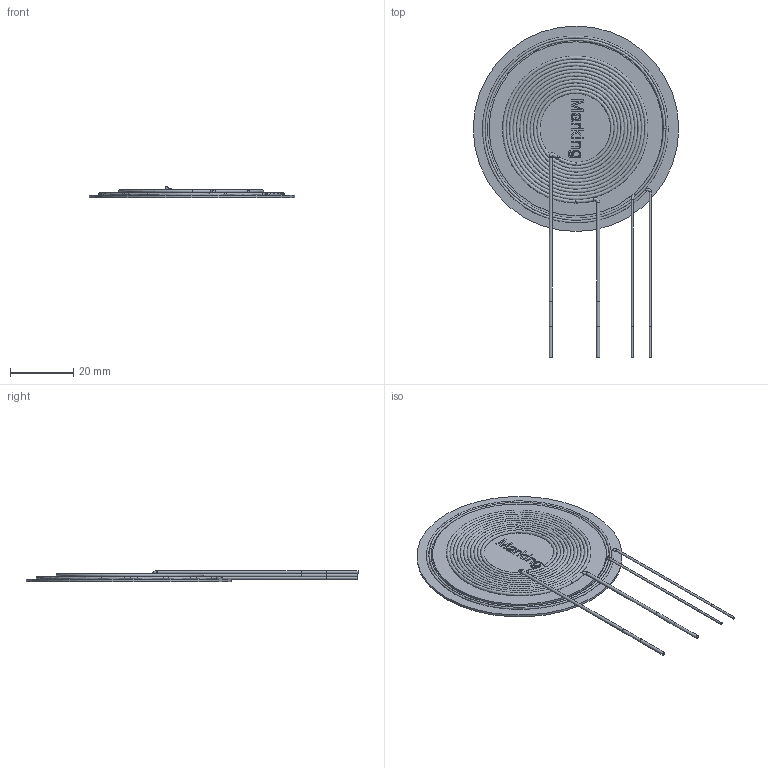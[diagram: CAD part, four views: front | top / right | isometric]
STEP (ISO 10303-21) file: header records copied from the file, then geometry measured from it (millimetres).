
FILE_DESCRIPTION(/* description */ ('Unknown'),/* implementation_level */ '2;1');
FILE_NAME(/* name */ 'L_Wurth_WE-WPCC-NFC_760308101150',/* time_stamp */ '2025-04-22T11:02:46+08:00',/* author */ ('Unknown'),/* organization */ ('Unknown'),/* preprocessor_version */ 'ST-DEVELOPER v19.4',/* originating_system */ 'Solid Edge',/* authorisation */ 'Unknown');
FILE_SCHEMA (('AUTOMOTIVE_DESIGN {1 0 10303 214 3 1 1}'));
Length unit declared in the file: millimetre
Products named in the file (2): L_Wurth_WE-WPCC-NFC_760308101150
Assembly tree (1 placements, depth 2):
  L_Wurth_WE-WPCC-NFC_760308101150
    L_Wurth_WE-WPCC-NFC_760308101150
Bounding box: 65 x 105 x 3.51 mm (x, y, z)
Volume: 5191.6 mm3; surface area: 12049.9 mm2
Topology: 2 solids, 2 shells, 102 faces, 245 edges, 165 vertices
Faces by surface type: plane 69, bspline 15, cylinder 14, torus 4
Full cylindrical faces by diameter (mm): 0.65 x2, 0.7 x2, 1 x5, 1.05 x2, 55 x1, 65 x1
Entity records: 8549 total; most frequent: CARTESIAN_POINT 5868, ORIENTED_EDGE 420, DIRECTION 277, EDGE_CURVE 210, VERTEX_POINT 154, EDGE_LOOP 144, FACE_BOUND 144, B_SPLINE_CURVE_WITH_KNOTS 137
